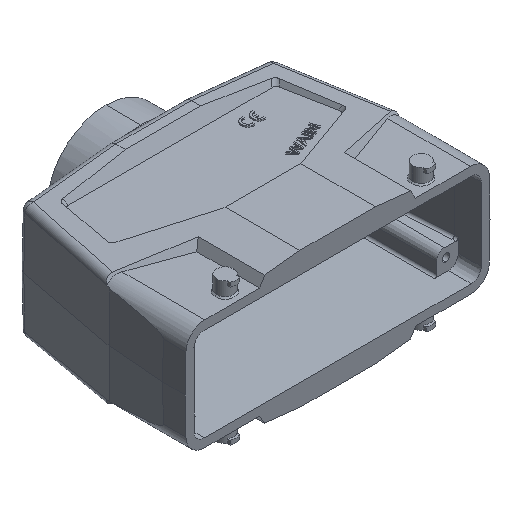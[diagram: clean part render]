
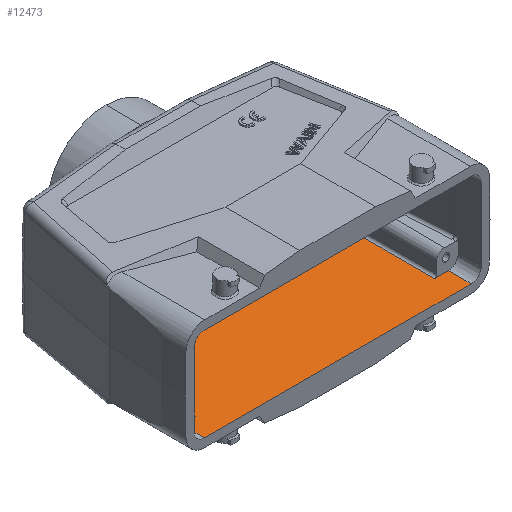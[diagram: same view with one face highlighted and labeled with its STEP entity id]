
A CAD part, isometric view. The second image highlights one B-rep face of the part: STEP entity #12473.
In plain terms, the highlighted planar face has unit normal (0, -0.011, 1).
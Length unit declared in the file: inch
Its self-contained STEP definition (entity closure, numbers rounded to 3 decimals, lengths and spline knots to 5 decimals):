
#3582=DIRECTION('',(0.,-1.,-0.01));
#3583=VECTOR('',#3582,0.35435);
#3584=CARTESIAN_POINT('',(-2.08661,0.,-0.72464));
#3585=LINE('',#3584,#3583);
#3842=DIRECTION('',(-1.,0.,0.));
#3843=VECTOR('',#3842,0.22244);
#3844=CARTESIAN_POINT('',(-1.86418,0.,-0.72464));
#3845=LINE('',#3844,#3843);
#3928=CARTESIAN_POINT('',(-1.86418,0.,-0.72464));
#3934=CARTESIAN_POINT('',(0.,2.46524,-0.69882));
#3935=CARTESIAN_POINT('',(0.00043,2.46525,
-0.69882));
#3936=CARTESIAN_POINT('',(0.0013,2.46534,
-0.69882));
#3937=CARTESIAN_POINT('',(0.00258,2.46567,
-0.69881));
#3938=CARTESIAN_POINT('',(0.00388,2.46622,
-0.69881));
#3939=CARTESIAN_POINT('',(0.0052,2.46703,
-0.6988));
#3940=CARTESIAN_POINT('',(0.00656,2.46812,
-0.69879));
#3941=CARTESIAN_POINT('',(0.00794,2.46951,
-0.69877));
#3942=CARTESIAN_POINT('',(0.00935,2.47117,
-0.69876));
#3943=CARTESIAN_POINT('',(0.01077,2.47311,
-0.69874));
#3944=CARTESIAN_POINT('',(0.01219,2.47536,
-0.69871));
#3945=CARTESIAN_POINT('',(0.0136,2.47789,
-0.69869));
#3946=CARTESIAN_POINT('',(0.01457,2.47975,
-0.69867));
#3947=CARTESIAN_POINT('',(0.01505,2.48073,
-0.69866));
#3949=DIRECTION('',(0.191,-0.982,-0.01));
#3950=VECTOR('',#3949,0.0633);
#3951=CARTESIAN_POINT('',(1.82677,2.48073,
-0.69866));
#3952=LINE('',#3951,#3950);
#3953=DIRECTION('',(0.01,-1.,-0.01));
#3954=VECTOR('',#3953,2.41885);
#3955=CARTESIAN_POINT('',(1.83885,2.41859,
-0.69931));
#3956=LINE('',#3955,#3954);
#3957=DIRECTION('',(1.,0.,0.));
#3958=VECTOR('',#3957,0.22244);
#3959=CARTESIAN_POINT('',(1.86418,0.,-0.72464));
#3960=LINE('',#3959,#3958);
#3961=DIRECTION('',(-1.,0.,0.));
#3962=VECTOR('',#3961,4.17323);
#3963=CARTESIAN_POINT('',(2.08661,-0.35433,
-0.72835));
#3964=LINE('',#3963,#3962);
#3965=DIRECTION('',(0.01,1.,0.01));
#3966=VECTOR('',#3965,2.41885);
#3967=CARTESIAN_POINT('',(-1.86418,0.,-0.72464));
#3968=LINE('',#3967,#3966);
#3969=DIRECTION('',(0.191,0.982,0.01));
#3970=VECTOR('',#3969,0.0633);
#3971=CARTESIAN_POINT('',(-1.83885,2.41859,
-0.69931));
#3972=LINE('',#3971,#3970);
#3973=CARTESIAN_POINT('',(-0.01505,2.48073,
-0.69866));
#3974=CARTESIAN_POINT('',(-0.01457,2.47975,
-0.69867));
#3975=CARTESIAN_POINT('',(-0.0136,2.4779,
-0.69869));
#3976=CARTESIAN_POINT('',(-0.01219,2.47536,
-0.69871));
#3977=CARTESIAN_POINT('',(-0.01077,2.47312,
-0.69874));
#3978=CARTESIAN_POINT('',(-0.00936,2.47117,
-0.69876));
#3979=CARTESIAN_POINT('',(-0.00794,2.46951,
-0.69877));
#3980=CARTESIAN_POINT('',(-0.00656,2.46812,
-0.69879));
#3981=CARTESIAN_POINT('',(-0.00521,2.46703,
-0.6988));
#3982=CARTESIAN_POINT('',(-0.00388,2.46622,
-0.69881));
#3983=CARTESIAN_POINT('',(-0.00258,2.46567,
-0.69881));
#3984=CARTESIAN_POINT('',(-0.0013,2.46534,
-0.69882));
#3985=CARTESIAN_POINT('',(-0.00043,2.46525,
-0.69882));
#3986=CARTESIAN_POINT('',(0.,2.46524,-0.69882));
#4367=DIRECTION('',(-1.,0.,0.));
#4368=VECTOR('',#4367,1.81171);
#4369=CARTESIAN_POINT('',(-0.01505,2.48073,
-0.69866));
#4370=LINE('',#4369,#4368);
#4846=DIRECTION('',(0.,1.,0.01));
#4847=VECTOR('',#4846,0.35435);
#4848=CARTESIAN_POINT('',(2.08661,-0.35433,
-0.72835));
#4849=LINE('',#4848,#4847);
#4915=DIRECTION('',(-1.,0.,0.));
#4916=VECTOR('',#4915,1.81171);
#4917=CARTESIAN_POINT('',(1.82677,2.48073,
-0.69866));
#4918=LINE('',#4917,#4916);
#5758=CARTESIAN_POINT('',(-2.08661,-0.35433,
-0.72835));
#5760=VERTEX_POINT('',#5758);
#5761=CARTESIAN_POINT('',(2.08661,-0.35433,
-0.72835));
#5762=VERTEX_POINT('',#5761);
#5775=CARTESIAN_POINT('',(-2.08661,0.,-0.72464));
#5776=VERTEX_POINT('',#5775);
#5818=CARTESIAN_POINT('',(-1.82677,2.48073,
-0.69866));
#5819=VERTEX_POINT('',#5818);
#5820=CARTESIAN_POINT('',(-1.83885,2.41859,
-0.69931));
#5821=VERTEX_POINT('',#5820);
#5838=VERTEX_POINT('',#3928);
#5843=VERTEX_POINT('',#3934);
#5844=VERTEX_POINT('',#3947);
#5845=CARTESIAN_POINT('',(1.82677,2.48073,
-0.69866));
#5846=VERTEX_POINT('',#5845);
#5847=CARTESIAN_POINT('',(1.83885,2.41859,
-0.69931));
#5848=VERTEX_POINT('',#5847);
#5849=CARTESIAN_POINT('',(1.86418,0.,-0.72464));
#5850=VERTEX_POINT('',#5849);
#5851=CARTESIAN_POINT('',(2.08661,0.,-0.72464));
#5852=VERTEX_POINT('',#5851);
#5853=CARTESIAN_POINT('',(-0.01505,2.48073,
-0.69866));
#5854=VERTEX_POINT('',#5853);
#12445=CARTESIAN_POINT('',(0.,-0.35433,-0.72835));
#12446=DIRECTION('',(0.,-0.01,1.));
#12447=DIRECTION('',(0.,-1.,-0.01));
#12448=AXIS2_PLACEMENT_3D('',#12445,#12446,#12447);
#12449=PLANE('',#12448);
#12451=ORIENTED_EDGE('',*,*,#12450,.T.);
#12453=ORIENTED_EDGE('',*,*,#12452,.F.);
#12455=ORIENTED_EDGE('',*,*,#12454,.T.);
#12457=ORIENTED_EDGE('',*,*,#12456,.T.);
#12459=ORIENTED_EDGE('',*,*,#12458,.T.);
#12461=ORIENTED_EDGE('',*,*,#12460,.F.);
#12462=ORIENTED_EDGE('',*,*,#8720,.T.);
#12463=ORIENTED_EDGE('',*,*,#11884,.F.);
#12464=ORIENTED_EDGE('',*,*,#12377,.F.);
#12465=ORIENTED_EDGE('',*,*,#12439,.T.);
#12466=ORIENTED_EDGE('',*,*,#12166,.T.);
#12468=ORIENTED_EDGE('',*,*,#12467,.F.);
#12470=ORIENTED_EDGE('',*,*,#12469,.T.);
#12471=EDGE_LOOP('',(#12451,#12453,#12455,#12457,#12459,#12461,#12462,#12463,
#12464,#12465,#12466,#12468,#12470));
#12472=FACE_OUTER_BOUND('',#12471,.F.);
#12473=ADVANCED_FACE('',(#12472),#12449,.T.);
#3948=B_SPLINE_CURVE_WITH_KNOTS('',3,(#3934,#3935,#3936,#3937,#3938,#3939,#3940,
#3941,#3942,#3943,#3944,#3945,#3946,#3947),.UNSPECIFIED.,.F.,.F.,(4,1,1,1,1,1,1,
1,1,1,1,4),(0.,0.09091,0.18182,0.27273,
0.36364,0.45455,0.54545,0.63636,
0.72727,0.81818,0.90909,1.),.UNSPECIFIED.);
#3987=B_SPLINE_CURVE_WITH_KNOTS('',3,(#3973,#3974,#3975,#3976,#3977,#3978,#3979,
#3980,#3981,#3982,#3983,#3984,#3985,#3986),.UNSPECIFIED.,.F.,.F.,(4,1,1,1,1,1,1,
1,1,1,1,4),(0.,0.09091,0.18182,0.27273,
0.36364,0.45455,0.54545,0.63636,
0.72727,0.81818,0.90909,1.),.UNSPECIFIED.);
#8720=EDGE_CURVE('',#5762,#5760,#3964,.T.);
#11884=EDGE_CURVE('',#5776,#5760,#3585,.T.);
#12166=EDGE_CURVE('',#5821,#5819,#3972,.T.);
#12377=EDGE_CURVE('',#5838,#5776,#3845,.T.);
#12439=EDGE_CURVE('',#5838,#5821,#3968,.T.);
#12450=EDGE_CURVE('',#5843,#5844,#3948,.T.);
#12452=EDGE_CURVE('',#5846,#5844,#4918,.T.);
#12454=EDGE_CURVE('',#5846,#5848,#3952,.T.);
#12456=EDGE_CURVE('',#5848,#5850,#3956,.T.);
#12458=EDGE_CURVE('',#5850,#5852,#3960,.T.);
#12460=EDGE_CURVE('',#5762,#5852,#4849,.T.);
#12467=EDGE_CURVE('',#5854,#5819,#4370,.T.);
#12469=EDGE_CURVE('',#5854,#5843,#3987,.T.);
